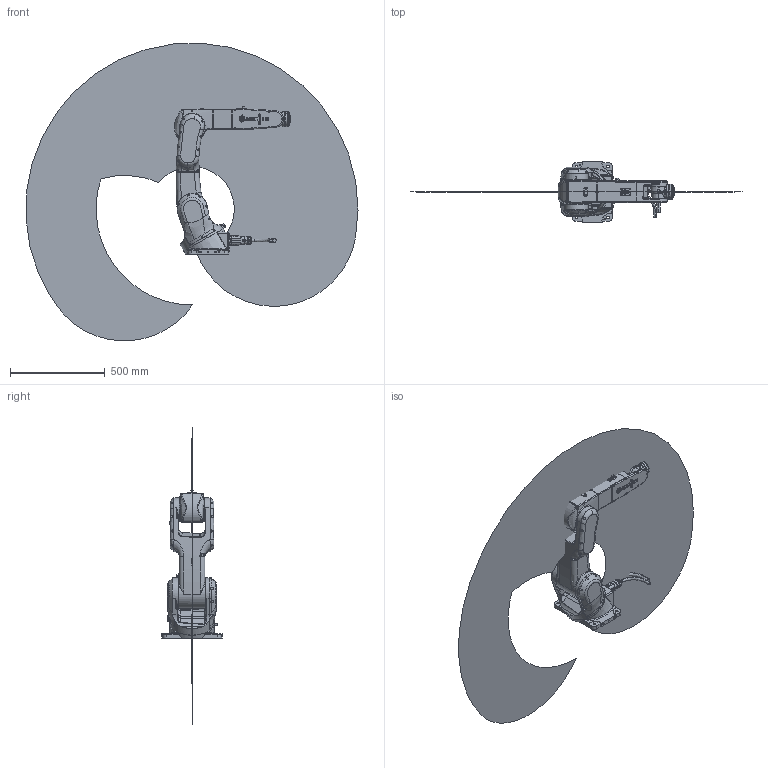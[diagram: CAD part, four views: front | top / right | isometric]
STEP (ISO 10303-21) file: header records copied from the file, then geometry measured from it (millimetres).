
FILE_DESCRIPTION (( 'STEP AP214' ), '1' );
FILE_NAME ('AX-12 R906-4-LAR.STEP', '2024-03-25T06:10:25', ( '' ), ( '' ), 'SwSTEP 2.0', 'SolidWorks 2018', '' );
FILE_SCHEMA (( 'AUTOMOTIVE_DESIGN' ));
Length unit declared in the file: millimetre
Products named in the file (11): AUTECH恅趼LOGO - 0.7; AX-12 R906-4-LAR; XB12-3Dwork-B^XB12 R906-4-LAR(XBC3)_Models(2)_XB12 R906-4-LAR(XBC3)_Models; XB7&12-xiaobihou-A^XB12 R906-4-LAR(XBC3)_Models(2)_XB12 R906-4-LAR(XBC3)_Models; XB12 R906-4-LAR(XBC3)_Models(2)^XB12 R906-4-LAR(XBC3)_Models; XB7&12-dabi-B^XB12 R906-4-LAR(XBC3)_Models(2)_XB12 R906-4-LAR(XBC3)_Models; XB12-base-A^XB12 R906-4-LAR(XBC3)_Models(2)_XB12 R906-4-LAR(XBC3)_Models; XB7&12-shouwan-A^XB12 R906-4-LAR(XBC3)_Models(2)_XB12 R906-4-LAR(XBC3)_Models; XB7&12-xiaobiqian-Blogo^XB12 R906-4-LAR(XBC3)_Models(2)_XB12 R906-4-LAR(XBC3)_Models; XB7&12-yao-A^XB12 R906-4-LAR(XBC3)_Models(2)_XB12 R906-4-LAR(XBC3)_Models; XB12-shuchu-A^XB12 R906-4-LAR(XBC3)_Models(2)_XB12 R906-4-LAR(XBC3)_Models
Assembly tree (11 placements, depth 3):
  AX-12 R906-4-LAR
    XB12 R906-4-LAR(XBC3)_Models(2)^XB12 R906-4-LAR(XBC3)_Models
      XB7&12-dabi-B^XB12 R906-4-LAR(XBC3)_Models(2)_XB12 R906-4-LAR(XBC3)_Models
      XB7&12-shouwan-A^XB12 R906-4-LAR(XBC3)_Models(2)_XB12 R906-4-LAR(XBC3)_Models
      XB12-shuchu-A^XB12 R906-4-LAR(XBC3)_Models(2)_XB12 R906-4-LAR(XBC3)_Models
      XB12-base-A^XB12 R906-4-LAR(XBC3)_Models(2)_XB12 R906-4-LAR(XBC3)_Models
      XB7&12-yao-A^XB12 R906-4-LAR(XBC3)_Models(2)_XB12 R906-4-LAR(XBC3)_Models
      XB7&12-xiaobihou-A^XB12 R906-4-LAR(XBC3)_Models(2)_XB12 R906-4-LAR(XBC3)_Models
      XB7&12-xiaobiqian-Blogo^XB12 R906-4-LAR(XBC3)_Models(2)_XB12 R906-4-LAR(XBC3)_Models
      XB12-3Dwork-B^XB12 R906-4-LAR(XBC3)_Models(2)_XB12 R906-4-LAR(XBC3)_Models
    AUTECH恅趼LOGO - 0.7  x2
Bounding box: 1751.29 x 318 x 1569.27 mm (x, y, z)
Volume: 27089450 mm3; surface area: 3060484.2 mm2
Topology: 32 solids, 43 shells, 3809 faces, 9001 edges, 5372 vertices
Faces by surface type: plane 1198, cylinder 1060, bspline 850, cone 358, torus 311, sphere 32
Entity records: 168983 total; most frequent: CARTESIAN_POINT 90448, ORIENTED_EDGE 17028, DIRECTION 15125, EDGE_CURVE 8517, AXIS2_PLACEMENT_3D 6080, VERTEX_POINT 5135, EDGE_LOOP 3897, FACE_OUTER_BOUND 3657
